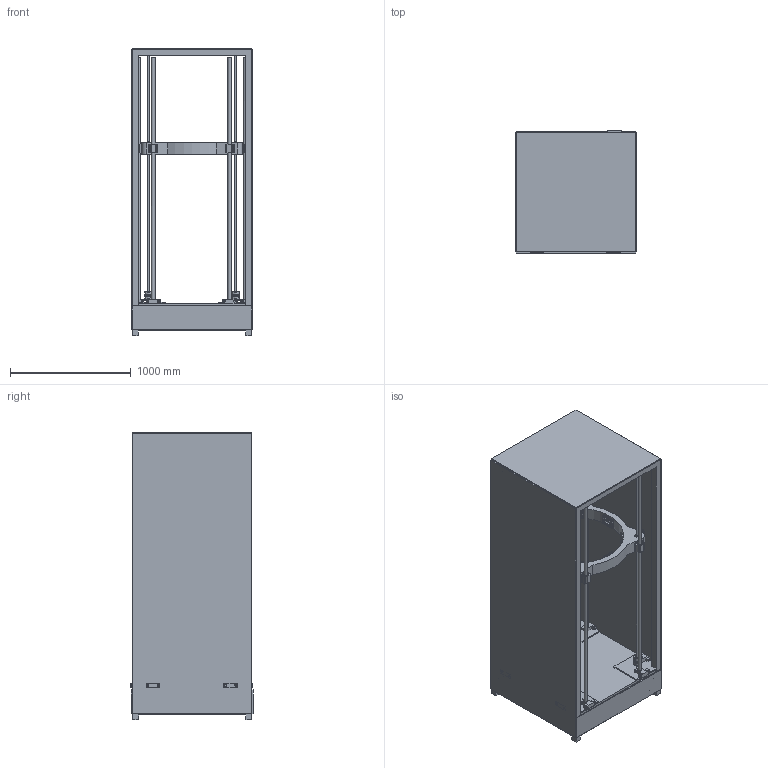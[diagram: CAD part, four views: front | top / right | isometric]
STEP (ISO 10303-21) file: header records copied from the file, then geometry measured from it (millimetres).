
FILE_DESCRIPTION(('FreeCAD Model'),'2;1');
FILE_NAME('Open CASCADE Shape Model','2025-04-29T06:36:05',('FreeCAD'),( 'FreeCAD'),'Open CASCADE STEP processor 7.6','FreeCAD','Unknown');
FILE_SCHEMA(('AUTOMOTIVE_DESIGN { 1 0 10303 214 1 1 1 1 }'));
Products named in the file (1): Open CASCADE STEP translator 7.6 1
Bounding box: 1008.46 x 1012.1 x 2382.72 mm (x, y, z)
Volume: 185175640.7 mm3; surface area: 25260192 mm2
Topology: 81 solids, 81 shells, 5010 faces, 12274 edges, 7768 vertices
Faces by surface type: bspline 5010
Entity records: 222741 total; most frequent: CARTESIAN_POINT 149787, ORIENTED_EDGE 24508, EDGE_CURVE 12254, B_SPLINE_CURVE_WITH_KNOTS 8566, VERTEX_POINT 7768, FACE_BOUND 5972, EDGE_LOOP 5972, ADVANCED_FACE 5010
